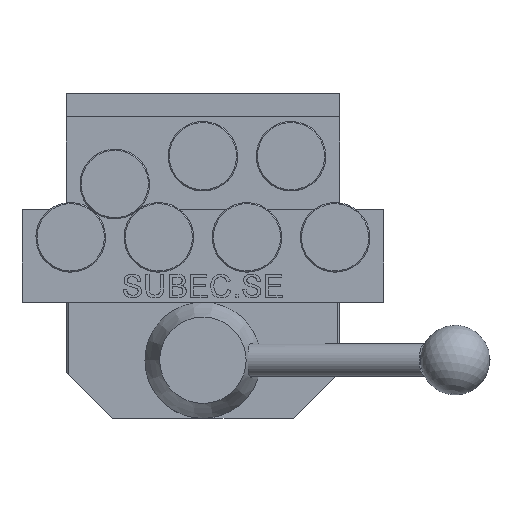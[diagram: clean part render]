
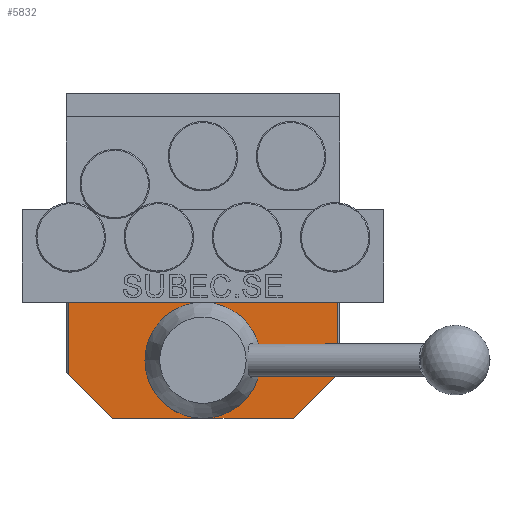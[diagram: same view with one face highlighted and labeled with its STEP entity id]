
A CAD part, top view. The second image highlights one B-rep face of the part: STEP entity #5832.
In plain terms, the highlighted planar face has unit normal (0, 0, 1).
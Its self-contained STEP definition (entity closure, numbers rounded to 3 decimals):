
#243 = PLANE ( 'NONE',  #2424 ) ;
#244 = VERTEX_POINT ( 'NONE', #1912 ) ;
#390 = LINE ( 'NONE', #3986, #2461 ) ;
#584 = EDGE_CURVE ( 'NONE', #2211, #2211, #2684, .T. ) ;
#850 = CARTESIAN_POINT ( 'NONE',  ( -85.674, -66.102, 157.778 ) ) ;
#898 = DIRECTION ( 'NONE',  ( 0., -1., 0. ) ) ;
#951 = ORIENTED_EDGE ( 'NONE', *, *, #584, .F. ) ;
#1130 = EDGE_CURVE ( 'NONE', #1671, #2163, #4239, .T. ) ;
#1617 = DIRECTION ( 'NONE',  ( 1., 0., 0. ) ) ;
#1644 = VECTOR ( 'NONE', #898, 1000. ) ;
#1671 = VERTEX_POINT ( 'NONE', #8427 ) ;
#1912 = CARTESIAN_POINT ( 'NONE',  ( -85.674, -67.102, 157.778 ) ) ;
#2115 = CARTESIAN_POINT ( 'NONE',  ( 30.326, 43.898, 157.778 ) ) ;
#2156 = ORIENTED_EDGE ( 'NONE', *, *, #3486, .T. ) ;
#2160 = CARTESIAN_POINT ( 'NONE',  ( -25.174, -53.102, 157.778 ) ) ;
#2163 = VERTEX_POINT ( 'NONE', #2115 ) ;
#2211 = VERTEX_POINT ( 'NONE', #2160 ) ;
#2276 = EDGE_CURVE ( 'NONE', #3987, #244, #8487, .T. ) ;
#2320 = CARTESIAN_POINT ( 'NONE',  ( 11.326, -86.102, 157.778 ) ) ;
#2424 = AXIS2_PLACEMENT_3D ( 'NONE', #3314, #4936, #6375 ) ;
#2461 = VECTOR ( 'NONE', #4175, 1000. ) ;
#2620 = VECTOR ( 'NONE', #3228, 1000. ) ;
#2684 = CIRCLE ( 'NONE', #7335, 2.5 ) ;
#2887 = VECTOR ( 'NONE', #1617, 1000. ) ;
#3144 = EDGE_CURVE ( 'NONE', #5766, #1671, #8957, .T. ) ;
#3228 = DIRECTION ( 'NONE',  ( -1., 0., 0. ) ) ;
#3314 = CARTESIAN_POINT ( 'NONE',  ( -86.674, 43.898, 157.778 ) ) ;
#3386 = DIRECTION ( 'NONE',  ( 0.707, 0.707, 0. ) ) ;
#3486 = EDGE_CURVE ( 'NONE', #244, #5661, #390, .T. ) ;
#3626 = CARTESIAN_POINT ( 'NONE',  ( -66.674, -86.102, 157.778 ) ) ;
#3788 = EDGE_CURVE ( 'NONE', #2163, #3987, #8460, .T. ) ;
#3973 = ORIENTED_EDGE ( 'NONE', *, *, #3788, .T. ) ;
#3986 = CARTESIAN_POINT ( 'NONE',  ( -86.674, -66.102, 157.778 ) ) ;
#3987 = VERTEX_POINT ( 'NONE', #4676 ) ;
#4175 = DIRECTION ( 'NONE',  ( 0.707, -0.707, 0. ) ) ;
#4239 = LINE ( 'NONE', #8241, #6499 ) ;
#4676 = CARTESIAN_POINT ( 'NONE',  ( -85.674, 43.898, 157.778 ) ) ;
#4804 = CARTESIAN_POINT ( 'NONE',  ( -86.674, 43.898, 157.778 ) ) ;
#4936 = DIRECTION ( 'NONE',  ( 0., 0., -1. ) ) ;
#5007 = CARTESIAN_POINT ( 'NONE',  ( 11.326, -86.102, 157.778 ) ) ;
#5661 = VERTEX_POINT ( 'NONE', #3626 ) ;
#5766 = VERTEX_POINT ( 'NONE', #2320 ) ;
#5832 = ADVANCED_FACE ( 'NONE', ( #7136, #8542 ), #243, .F. ) ;
#6207 = EDGE_LOOP ( 'NONE', ( #951 ) ) ;
#6375 = DIRECTION ( 'NONE',  ( -1., 0., 0. ) ) ;
#6438 = EDGE_CURVE ( 'NONE', #5661, #5766, #8406, .T. ) ;
#6499 = VECTOR ( 'NONE', #6536, 1000. ) ;
#6536 = DIRECTION ( 'NONE',  ( 0., 1., 0. ) ) ;
#6562 = ORIENTED_EDGE ( 'NONE', *, *, #2276, .T. ) ;
#6876 = CARTESIAN_POINT ( 'NONE',  ( -27.674, -53.102, 157.778 ) ) ;
#6924 = DIRECTION ( 'NONE',  ( 0., 0., 1. ) ) ;
#6962 = ORIENTED_EDGE ( 'NONE', *, *, #6438, .T. ) ;
#7124 = EDGE_LOOP ( 'NONE', ( #7703, #8076, #3973, #6562, #2156, #6962 ) ) ;
#7136 = FACE_BOUND ( 'NONE', #6207, .T. ) ;
#7335 = AXIS2_PLACEMENT_3D ( 'NONE', #6876, #6924, #9180 ) ;
#7546 = CARTESIAN_POINT ( 'NONE',  ( -86.674, -86.102, 157.778 ) ) ;
#7703 = ORIENTED_EDGE ( 'NONE', *, *, #3144, .T. ) ;
#7907 = VECTOR ( 'NONE', #3386, 1000. ) ;
#8076 = ORIENTED_EDGE ( 'NONE', *, *, #1130, .T. ) ;
#8241 = CARTESIAN_POINT ( 'NONE',  ( 30.326, 43.898, 157.778 ) ) ;
#8406 = LINE ( 'NONE', #7546, #2887 ) ;
#8427 = CARTESIAN_POINT ( 'NONE',  ( 30.326, -67.102, 157.778 ) ) ;
#8460 = LINE ( 'NONE', #4804, #2620 ) ;
#8487 = LINE ( 'NONE', #850, #1644 ) ;
#8542 = FACE_OUTER_BOUND ( 'NONE', #7124, .T. ) ;
#8957 = LINE ( 'NONE', #5007, #7907 ) ;
#9180 = DIRECTION ( 'NONE',  ( 1., 0., 0. ) ) ;
